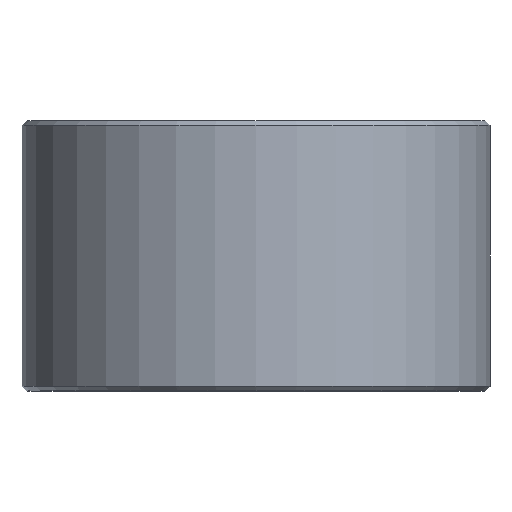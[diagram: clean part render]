
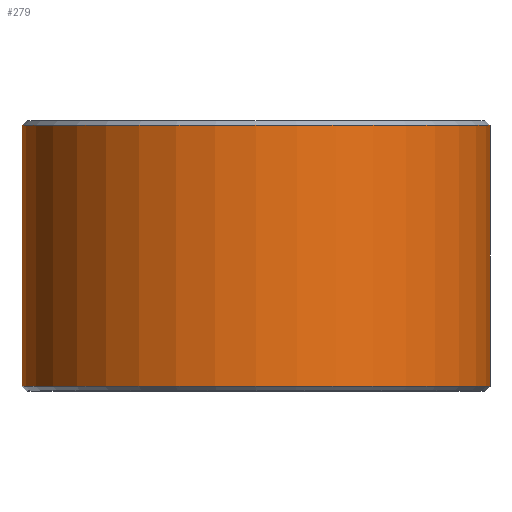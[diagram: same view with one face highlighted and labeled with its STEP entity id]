
A CAD part, top view. The second image highlights one B-rep face of the part: STEP entity #279.
In plain terms, the highlighted cylindrical face has radius 20.637 mm (diameter 41.275 mm), a full revolution.
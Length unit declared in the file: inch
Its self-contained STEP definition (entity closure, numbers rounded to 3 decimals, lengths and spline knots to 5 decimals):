
#42=FACE_OUTER_BOUND('',#63,.T.);
#63=EDGE_LOOP('',(#211,#212,#213,#214,#215,#216));
#93=LINE('',#491,#105);
#105=VECTOR('',#391,0.8125);
#119=CIRCLE('',#327,0.8125);
#120=CIRCLE('',#328,0.8125);
#121=CIRCLE('',#330,0.8125);
#122=CIRCLE('',#331,0.8125);
#143=VERTEX_POINT('',#484);
#144=VERTEX_POINT('',#486);
#145=VERTEX_POINT('',#490);
#146=VERTEX_POINT('',#492);
#170=EDGE_CURVE('',#143,#144,#119,.T.);
#171=EDGE_CURVE('',#144,#143,#120,.T.);
#172=EDGE_CURVE('',#144,#145,#93,.T.);
#173=EDGE_CURVE('',#146,#145,#121,.T.);
#174=EDGE_CURVE('',#145,#146,#122,.T.);
#211=ORIENTED_EDGE('',*,*,#170,.F.);
#212=ORIENTED_EDGE('',*,*,#171,.F.);
#213=ORIENTED_EDGE('',*,*,#172,.T.);
#214=ORIENTED_EDGE('',*,*,#173,.F.);
#215=ORIENTED_EDGE('',*,*,#174,.F.);
#216=ORIENTED_EDGE('',*,*,#172,.F.);
#272=CYLINDRICAL_SURFACE('',#329,0.8125);
#279=ADVANCED_FACE('',(#42),#272,.T.);
#327=AXIS2_PLACEMENT_3D('',#487,#385,#386);
#328=AXIS2_PLACEMENT_3D('',#488,#387,#388);
#329=AXIS2_PLACEMENT_3D('',#489,#389,#390);
#330=AXIS2_PLACEMENT_3D('',#493,#392,#393);
#331=AXIS2_PLACEMENT_3D('',#494,#394,#395);
#385=DIRECTION('center_axis',(0.,1.,0.));
#386=DIRECTION('ref_axis',(0.,0.,1.));
#387=DIRECTION('center_axis',(0.,1.,0.));
#388=DIRECTION('ref_axis',(0.,0.,1.));
#389=DIRECTION('center_axis',(0.,1.,0.));
#390=DIRECTION('ref_axis',(0.,0.,-1.));
#391=DIRECTION('',(0.,-1.,0.));
#392=DIRECTION('center_axis',(0.,-1.,0.));
#393=DIRECTION('ref_axis',(0.,0.,1.));
#394=DIRECTION('center_axis',(0.,-1.,0.));
#395=DIRECTION('ref_axis',(0.,0.,1.));
#484=CARTESIAN_POINT('',(0.,0.92188,-0.8125));
#486=CARTESIAN_POINT('',(0.,0.92187,0.8125));
#487=CARTESIAN_POINT('Origin',(0.,0.92188,0.));
#488=CARTESIAN_POINT('Origin',(0.,0.92188,0.));
#489=CARTESIAN_POINT('Origin',(0.,0.46875,0.));
#490=CARTESIAN_POINT('',(0.,0.01562,0.8125));
#491=CARTESIAN_POINT('',(0.,0.46875,0.8125));
#492=CARTESIAN_POINT('',(0.,0.01563,-0.8125));
#493=CARTESIAN_POINT('Origin',(0.,0.01562,0.));
#494=CARTESIAN_POINT('Origin',(0.,0.01562,0.));
